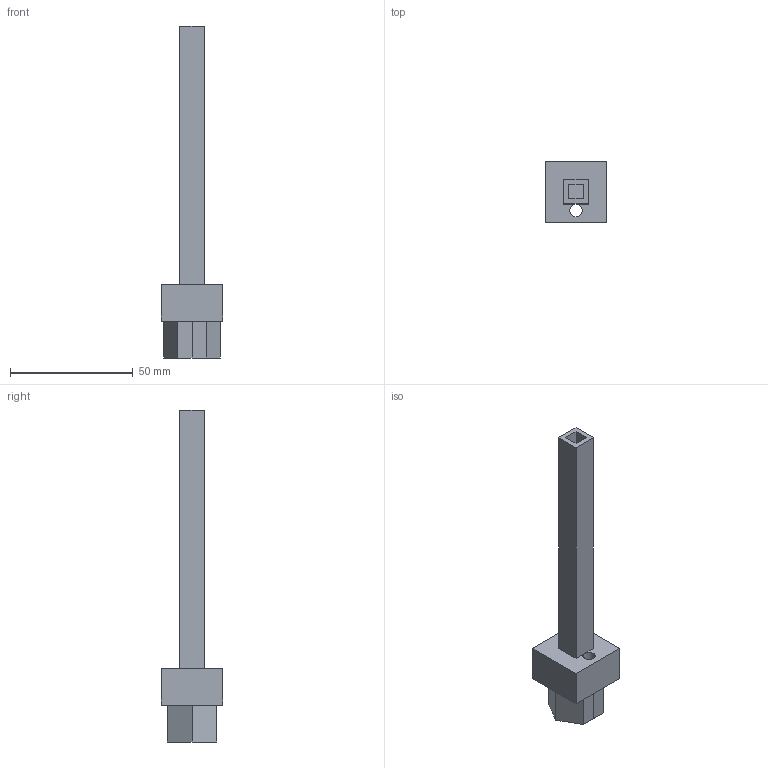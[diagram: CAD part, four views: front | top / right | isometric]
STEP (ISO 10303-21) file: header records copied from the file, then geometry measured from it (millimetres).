
FILE_DESCRIPTION(/* description */ (''),/* implementation_level */ '2;1');
FILE_NAME(/* name */ 'LightStem.step',/* time_stamp */ '2023-01-10T13:35:07-07:00',/* author */ (''),/* organization */ (''),/* preprocessor_version */ 'ST-DEVELOPER v19.2',/* originating_system */ 'Autodesk Translation Framework v11.17.0.187',/* authorisation */ '');
FILE_SCHEMA (('AUTOMOTIVE_DESIGN { 1 0 10303 214 3 1 1 }'));
Length unit declared in the file: millimetre
Products named in the file (1): LightStem
Bounding box: 25 x 25 x 135 mm (x, y, z)
Volume: 22694.1 mm3; surface area: 9666.7 mm2
Topology: 2 solids, 2 shells, 33 faces, 83 edges, 51 vertices
Faces by surface type: plane 30, cylinder 3
Full cylindrical faces by diameter (mm): 5 x1
Entity records: 1004 total; most frequent: CARTESIAN_POINT 168, ORIENTED_EDGE 166, DIRECTION 158, EDGE_CURVE 83, LINE 76, VECTOR 76, VERTEX_POINT 51, AXIS2_PLACEMENT_3D 41
